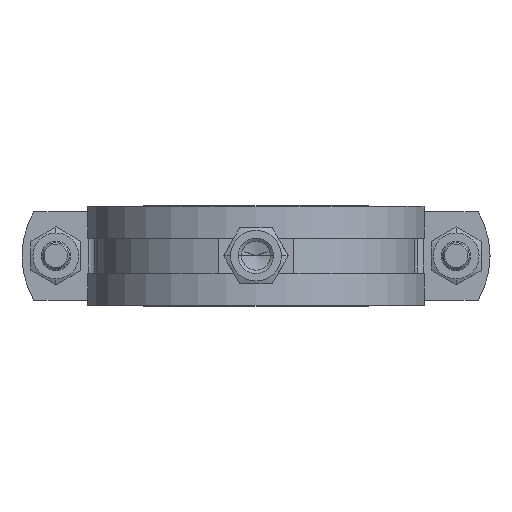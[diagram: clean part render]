
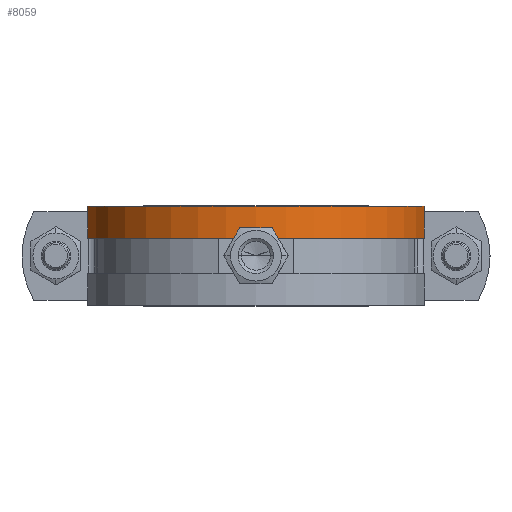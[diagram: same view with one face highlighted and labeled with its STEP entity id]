
A CAD part, top view. The second image highlights one B-rep face of the part: STEP entity #8059.
In plain terms, the highlighted cylindrical face has radius 57.9 mm (diameter 115.8 mm), a partial arc.
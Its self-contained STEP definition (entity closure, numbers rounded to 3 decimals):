
#8001=CARTESIAN_POINT('',(288.424,113.944,-5.985));
#8002=VERTEX_POINT('',#8001);
#8009=CARTESIAN_POINT('',(174.372,113.944,-5.985));
#8010=VERTEX_POINT('',#8009);
#8011=CARTESIAN_POINT('',(231.398,103.922,-5.985));
#8012=DIRECTION('',(0.0,0.0,-1.0));
#8013=DIRECTION('',(1.0,0.0,0.0));
#8014=AXIS2_PLACEMENT_3D('',#8011,#8012,#8013);
#8015=CIRCLE('',#8014,57.9);
#8016=EDGE_CURVE('',#8010,#8002,#8015,.T.);
#8028=CARTESIAN_POINT('',(231.398,103.922,-11.385));
#8029=DIRECTION('',(0.0,0.0,-1.0));
#8030=DIRECTION('',(1.0,0.0,0.0));
#8031=AXIS2_PLACEMENT_3D('',#8028,#8029,#8030);
#8032=CYLINDRICAL_SURFACE('',#8031,57.9);
#8033=CARTESIAN_POINT('',(288.424,113.944,-16.785));
#8034=VERTEX_POINT('',#8033);
#8035=CARTESIAN_POINT('',(288.424,113.944,-5.985));
#8036=DIRECTION('',(0.0,0.0,-1.0));
#8037=VECTOR('',#8036,10.8);
#8038=LINE('',#8035,#8037);
#8039=EDGE_CURVE('',#8002,#8034,#8038,.T.);
#8040=ORIENTED_EDGE('',*,*,#8039,.T.);
#8041=CARTESIAN_POINT('',(174.372,113.944,-16.785));
#8042=VERTEX_POINT('',#8041);
#8043=CARTESIAN_POINT('',(231.398,103.922,-16.785));
#8044=DIRECTION('',(0.0,0.0,-1.0));
#8045=DIRECTION('',(1.0,0.0,0.0));
#8046=AXIS2_PLACEMENT_3D('',#8043,#8044,#8045);
#8047=CIRCLE('',#8046,57.9);
#8048=EDGE_CURVE('',#8042,#8034,#8047,.T.);
#8049=ORIENTED_EDGE('',*,*,#8048,.F.);
#8050=CARTESIAN_POINT('',(174.372,113.944,-16.785));
#8051=DIRECTION('',(0.0,0.0,1.0));
#8052=VECTOR('',#8051,10.8);
#8053=LINE('',#8050,#8052);
#8054=EDGE_CURVE('',#8042,#8010,#8053,.T.);
#8055=ORIENTED_EDGE('',*,*,#8054,.T.);
#8056=ORIENTED_EDGE('',*,*,#8016,.T.);
#8057=EDGE_LOOP('',(#8040,#8049,#8055,#8056));
#8058=FACE_OUTER_BOUND('',#8057,.T.);
#8059=ADVANCED_FACE('',(#8058),#8032,.T.);
